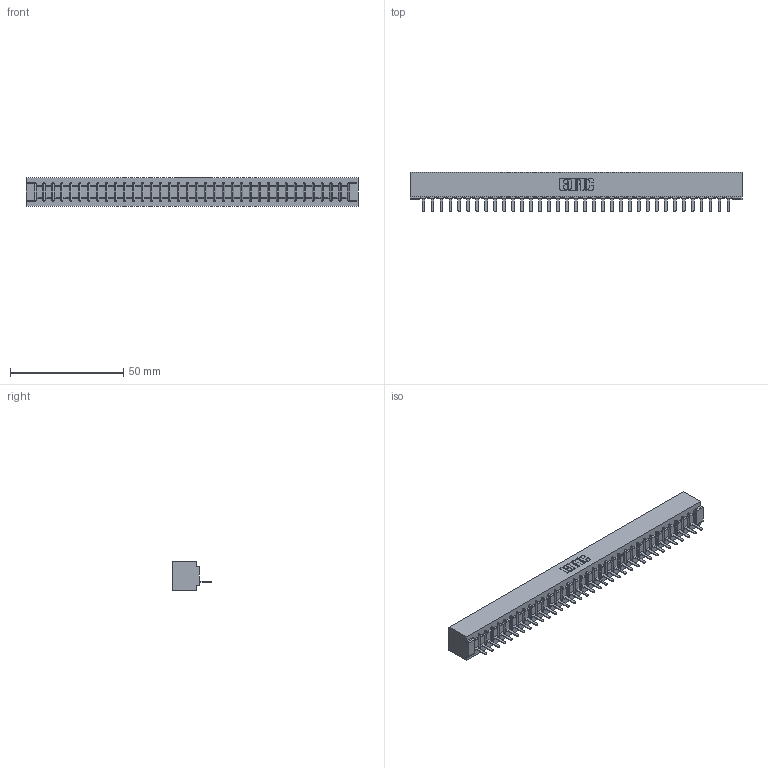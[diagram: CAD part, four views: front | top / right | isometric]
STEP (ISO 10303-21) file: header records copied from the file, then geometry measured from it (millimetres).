
FILE_DESCRIPTION (( 'STEP AP203' ), '1' );
FILE_NAME ('357-035-421-101.STEP', '2020-10-02T12:58:45', ( '' ), ( '' ), 'SwSTEP 2.0', 'SolidWorks 2020', '' );
FILE_SCHEMA (( 'CONFIG_CONTROL_DESIGN' ));
Length unit declared in the file: inch
Products named in the file (3): 307 Part_No Mounting Lugs; 357-035-421-101; 307-290-002_521
Assembly tree (36 placements, depth 2):
  357-035-421-101
    307 Part_No Mounting Lugs
    307-290-002_521  x35
Bounding box: 146.56 x 17.42 x 12.7 mm (x, y, z)
Volume: 16191.2 mm3; surface area: 20560.3 mm2
Topology: 36 solids, 36 shells, 2736 faces, 8419 edges, 5514 vertices
Faces by surface type: plane 1641, cylinder 1023, sphere 72
Entity records: 31308 total; most frequent: CARTESIAN_POINT 5280, ORIENTED_EDGE 5270, DIRECTION 5131, EDGE_CURVE 2635, VECTOR 2017, LINE 2017, VERTEX_POINT 1706, AXIS2_PLACEMENT_3D 1557
